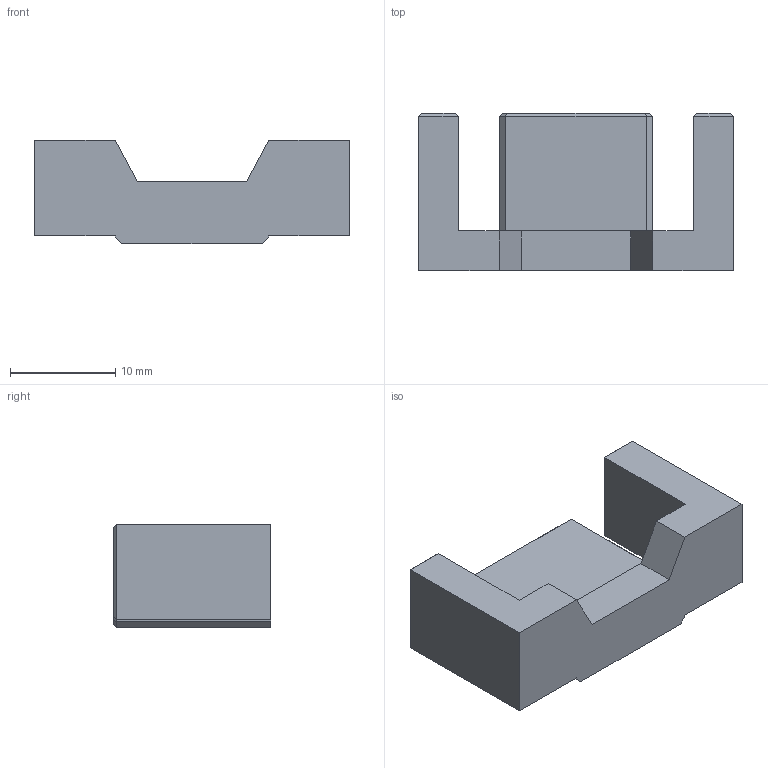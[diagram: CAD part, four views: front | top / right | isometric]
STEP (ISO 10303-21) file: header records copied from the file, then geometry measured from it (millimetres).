
FILE_DESCRIPTION (( 'STEP AP214' ), '1' );
FILE_NAME ('EFD30-15-9.step', '2018-04-25T18:27:44', ( '' ), ( '' ), 'SwSTEP 2.0', 'SolidWorks 2017', '' );
FILE_SCHEMA (( 'AUTOMOTIVE_DESIGN' ));
Length unit declared in the file: millimetre
Products named in the file (1): EFD30-15-9
Bounding box: 30 x 15 x 9.85 mm (x, y, z)
Volume: 2456.2 mm3; surface area: 1770.5 mm2
Topology: 1 solids, 1 shells, 40 faces, 98 edges, 60 vertices
Faces by surface type: plane 40
Entity records: 1168 total; most frequent: CARTESIAN_POINT 199, ORIENTED_EDGE 196, DIRECTION 180, EDGE_CURVE 98, LINE 98, VECTOR 98, VERTEX_POINT 60, AXIS2_PLACEMENT_3D 41
